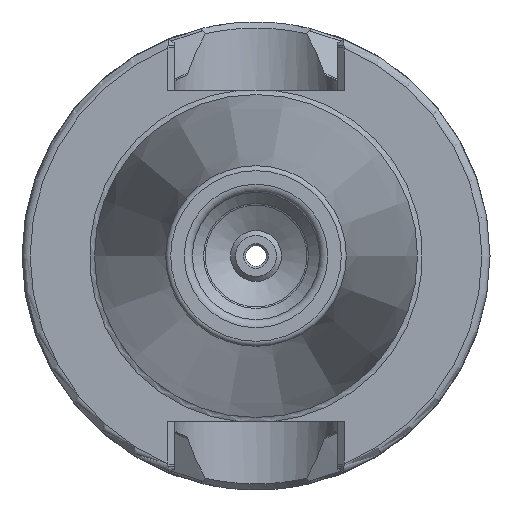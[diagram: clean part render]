
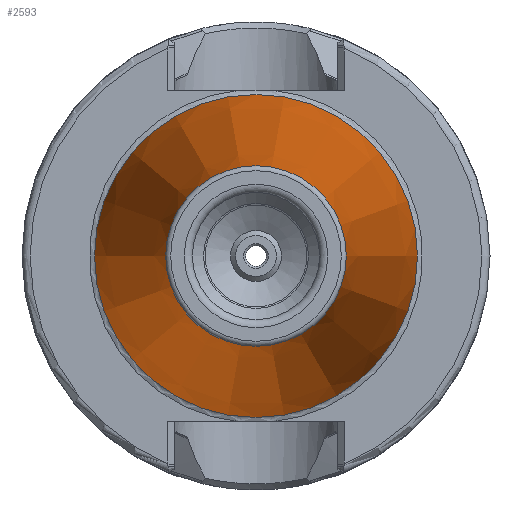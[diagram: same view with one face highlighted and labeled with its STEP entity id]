
A CAD part, left-side view. The second image highlights one B-rep face of the part: STEP entity #2593.
In plain terms, the highlighted conical face has half-angle 8.297 degrees and reference radius 12.377 mm.
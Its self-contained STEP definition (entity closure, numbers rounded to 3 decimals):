
#191=CONICAL_SURFACE('',#2934,12.377,0.145);
#302=FACE_OUTER_BOUND('',#463,.T.);
#463=EDGE_LOOP('',(#2188,#2189,#2190,#2191,#2192));
#618=CIRCLE('',#2930,8.879);
#619=CIRCLE('',#2931,8.879);
#622=CIRCLE('',#2935,15.875);
#765=LINE('',#5540,#907);
#907=VECTOR('',#3494,12.377);
#1208=VERTEX_POINT('',#5530);
#1209=VERTEX_POINT('',#5531);
#1211=VERTEX_POINT('',#5538);
#1549=EDGE_CURVE('',#1208,#1209,#618,.T.);
#1550=EDGE_CURVE('',#1209,#1208,#619,.T.);
#1553=EDGE_CURVE('',#1211,#1211,#622,.T.);
#1554=EDGE_CURVE('',#1211,#1208,#765,.T.);
#2188=ORIENTED_EDGE('',*,*,#1553,.F.);
#2189=ORIENTED_EDGE('',*,*,#1554,.T.);
#2190=ORIENTED_EDGE('',*,*,#1549,.T.);
#2191=ORIENTED_EDGE('',*,*,#1550,.T.);
#2192=ORIENTED_EDGE('',*,*,#1554,.F.);
#2593=ADVANCED_FACE('',(#302),#191,.T.);
#2930=AXIS2_PLACEMENT_3D('',#5532,#3482,#3483);
#2931=AXIS2_PLACEMENT_3D('',#5533,#3484,#3485);
#2934=AXIS2_PLACEMENT_3D('',#5537,#3490,#3491);
#2935=AXIS2_PLACEMENT_3D('',#5539,#3492,#3493);
#3482=DIRECTION('center_axis',(1.,0.,0.));
#3483=DIRECTION('ref_axis',(0.,0.,-1.));
#3484=DIRECTION('center_axis',(1.,0.,0.));
#3485=DIRECTION('ref_axis',(0.,0.,-1.));
#3490=DIRECTION('center_axis',(1.,0.,0.));
#3491=DIRECTION('ref_axis',(0.,1.,0.));
#3492=DIRECTION('center_axis',(1.,0.,0.));
#3493=DIRECTION('ref_axis',(0.,0.,-1.));
#3494=DIRECTION('',(-0.99,0.144,0.));
#5530=CARTESIAN_POINT('',(-47.972,-8.879,0.));
#5531=CARTESIAN_POINT('',(-47.972,0.,8.879));
#5532=CARTESIAN_POINT('Origin',(-47.972,0.,
0.));
#5533=CARTESIAN_POINT('Origin',(-47.972,0.,
0.));
#5537=CARTESIAN_POINT('Origin',(-23.986,0.,
0.));
#5538=CARTESIAN_POINT('',(0.,-15.875,0.));
#5539=CARTESIAN_POINT('Origin',(0.,0.,
0.));
#5540=CARTESIAN_POINT('',(-23.986,-12.377,0.));
